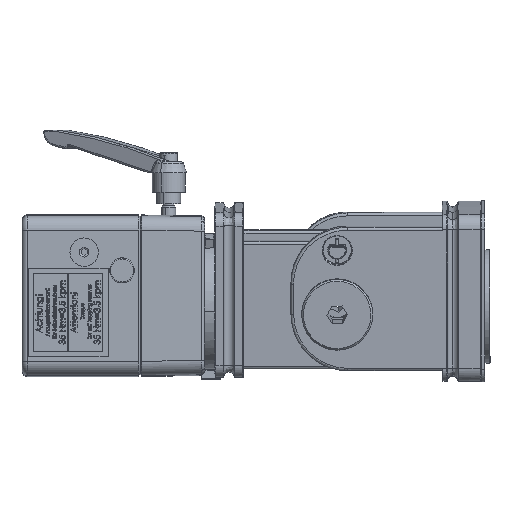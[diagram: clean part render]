
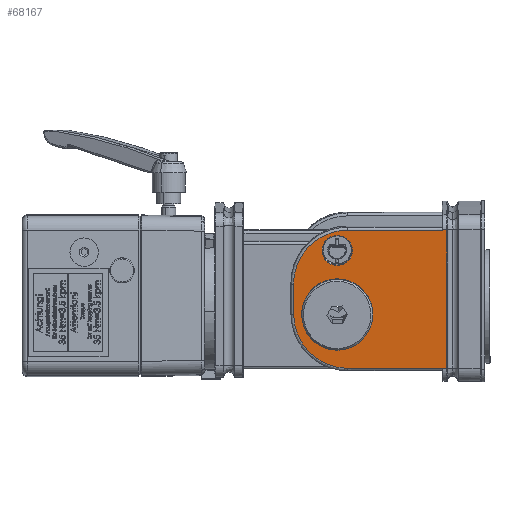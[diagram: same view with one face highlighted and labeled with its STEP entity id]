
A CAD part, left-side view. The second image highlights one B-rep face of the part: STEP entity #68167.
In plain terms, the highlighted face is planar.
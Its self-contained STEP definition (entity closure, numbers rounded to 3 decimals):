
#55973 = CARTESIAN_POINT ( 'NONE',  ( -9., 70., -50. ) ) ;
#56091 = CARTESIAN_POINT ( 'NONE',  ( 26., 70., -50. ) ) ;
#66671 = EDGE_CURVE ( 'NONE', #147578, #147591, #109086, .T. ) ;
#66837 = VERTEX_POINT ( 'NONE', #110065 ) ;
#66842 = EDGE_CURVE ( 'NONE', #66845, #66837, #110118, .T. ) ;
#66845 = VERTEX_POINT ( 'NONE', #110114 ) ;
#68133 = EDGE_CURVE ( 'NONE', #68228, #68134, #114397, .T. ) ;
#68134 = VERTEX_POINT ( 'NONE', #114383 ) ;
#68136 = ORIENTED_EDGE ( 'NONE', *, *, #68137, .T. ) ;
#68137 = EDGE_CURVE ( 'NONE', #68134, #68138, #114381, .T. ) ;
#68138 = VERTEX_POINT ( 'NONE', #114375 ) ;
#68139 = ORIENTED_EDGE ( 'NONE', *, *, #68140, .T. ) ;
#68140 = EDGE_CURVE ( 'NONE', #68138, #68141, #114372, .T. ) ;
#68141 = VERTEX_POINT ( 'NONE', #114368 ) ;
#68143 = ORIENTED_EDGE ( 'NONE', *, *, #68207, .T. ) ;
#68145 = ORIENTED_EDGE ( 'NONE', *, *, #66842, .T. ) ;
#68146 = ORIENTED_EDGE ( 'NONE', *, *, #68147, .T. ) ;
#68147 = EDGE_CURVE ( 'NONE', #66837, #66845, #114362, .T. ) ;
#68148 = EDGE_LOOP ( 'NONE', ( #68149, #68154, #68157, #68160, #68226, #68229, #68136, #68139, #68143, #68210, #68213 ) ) ;
#68149 = ORIENTED_EDGE ( 'NONE', *, *, #68150, .T. ) ;
#68150 = EDGE_CURVE ( 'NONE', #68151, #68152, #112825, .T. ) ;
#68151 = VERTEX_POINT ( 'NONE', #114464 ) ;
#68152 = VERTEX_POINT ( 'NONE', #114462 ) ;
#68154 = ORIENTED_EDGE ( 'NONE', *, *, #68155, .T. ) ;
#68155 = EDGE_CURVE ( 'NONE', #68152, #68156, #114456, .T. ) ;
#68156 = VERTEX_POINT ( 'NONE', #114448 ) ;
#68157 = ORIENTED_EDGE ( 'NONE', *, *, #68158, .T. ) ;
#68158 = EDGE_CURVE ( 'NONE', #68156, #68159, #114442, .T. ) ;
#68159 = VERTEX_POINT ( 'NONE', #114436 ) ;
#68160 = ORIENTED_EDGE ( 'NONE', *, *, #68225, .T. ) ;
#68161 = VERTEX_POINT ( 'NONE', #114435 ) ;
#68167 = ADVANCED_FACE ( 'NONE', ( #114430, #114429, #114416 ), #114415, .F. ) ;
#68168 = EDGE_LOOP ( 'NONE', ( #68169, #68171 ) ) ;
#68169 = ORIENTED_EDGE ( 'NONE', *, *, #68170, .T. ) ;
#68170 = EDGE_CURVE ( 'NONE', #147591, #147578, #114513, .T. ) ;
#68171 = ORIENTED_EDGE ( 'NONE', *, *, #66671, .T. ) ;
#68172 = EDGE_LOOP ( 'NONE', ( #68145, #68146 ) ) ;
#68207 = EDGE_CURVE ( 'NONE', #68141, #68208, #114579, .T. ) ;
#68208 = VERTEX_POINT ( 'NONE', #114580 ) ;
#68210 = ORIENTED_EDGE ( 'NONE', *, *, #68211, .T. ) ;
#68211 = EDGE_CURVE ( 'NONE', #68208, #68212, #114654, .T. ) ;
#68212 = VERTEX_POINT ( 'NONE', #114649 ) ;
#68213 = ORIENTED_EDGE ( 'NONE', *, *, #68214, .T. ) ;
#68214 = EDGE_CURVE ( 'NONE', #68212, #68151, #114644, .T. ) ;
#68225 = EDGE_CURVE ( 'NONE', #68159, #68161, #114692, .T. ) ;
#68226 = ORIENTED_EDGE ( 'NONE', *, *, #68227, .T. ) ;
#68227 = EDGE_CURVE ( 'NONE', #68161, #68228, #114682, .T. ) ;
#68228 = VERTEX_POINT ( 'NONE', #114681 ) ;
#68229 = ORIENTED_EDGE ( 'NONE', *, *, #68133, .T. ) ;
#109081 = DIRECTION ( 'NONE',  ( 1., 0., 0. ) ) ;
#109082 = DIRECTION ( 'NONE',  ( 0., 0., 1. ) ) ;
#109083 = CARTESIAN_POINT ( 'NONE',  ( 8.5, 70., -50. ) ) ;
#109085 = AXIS2_PLACEMENT_3D ( 'NONE', #109083, #109082, #109081 ) ;
#109086 = CIRCLE ( 'NONE', #109085, 17.5 ) ;
#110036 = CARTESIAN_POINT ( 'NONE',  ( -27.5, 70., -50. ) ) ;
#110065 = CARTESIAN_POINT ( 'NONE',  ( -35.999, 70., -50. ) ) ;
#110114 = CARTESIAN_POINT ( 'NONE',  ( -19.001, 70., -50. ) ) ;
#110115 = DIRECTION ( 'NONE',  ( 1., 0., 0. ) ) ;
#110116 = DIRECTION ( 'NONE',  ( 0., 0., 1. ) ) ;
#110117 = AXIS2_PLACEMENT_3D ( 'NONE', #110036, #110116, #110115 ) ;
#110118 = CIRCLE ( 'NONE', #110117, 8.499 ) ;
#112824 = CARTESIAN_POINT ( 'NONE',  ( 39.007, 11., -50. ) ) ;
#112825 = LINE ( 'NONE', #112824, #113586 ) ;
#113585 = DIRECTION ( 'NONE',  ( 0., -1., 0. ) ) ;
#113586 = VECTOR ( 'NONE', #113585, 1000. ) ;
#114358 = DIRECTION ( 'NONE',  ( 1., 0., 0. ) ) ;
#114359 = DIRECTION ( 'NONE',  ( 0., 0., 1. ) ) ;
#114360 = CARTESIAN_POINT ( 'NONE',  ( -27.5, 70., -50. ) ) ;
#114361 = AXIS2_PLACEMENT_3D ( 'NONE', #114360, #114359, #114358 ) ;
#114362 = CIRCLE ( 'NONE', #114361, 8.499 ) ;
#114368 = CARTESIAN_POINT ( 'NONE',  ( -39.007, 64.007, -50. ) ) ;
#114369 = DIRECTION ( 'NONE',  ( 0., 1., 0. ) ) ;
#114370 = VECTOR ( 'NONE', #114369, 1000. ) ;
#114371 = CARTESIAN_POINT ( 'NONE',  ( -39.007, 64.001, -50. ) ) ;
#114372 = LINE ( 'NONE', #114371, #114370 ) ;
#114375 = CARTESIAN_POINT ( 'NONE',  ( -39.007, 10.533, -50. ) ) ;
#114378 = DIRECTION ( 'NONE',  ( 1., 0., 0. ) ) ;
#114379 = VECTOR ( 'NONE', #114378, 1000. ) ;
#114380 = CARTESIAN_POINT ( 'NONE',  ( -39.007, 10.533, -50. ) ) ;
#114381 = LINE ( 'NONE', #114380, #114379 ) ;
#114383 = CARTESIAN_POINT ( 'NONE',  ( -39.133, 10.533, -50. ) ) ;
#114385 = DIRECTION ( 'NONE',  ( 0., 1., 0. ) ) ;
#114386 = VECTOR ( 'NONE', #114385, 1000. ) ;
#114388 = CARTESIAN_POINT ( 'NONE',  ( -39.133, 11., -50. ) ) ;
#114397 = LINE ( 'NONE', #114388, #114386 ) ;
#114413 = CARTESIAN_POINT ( 'NONE',  ( 47.064, 11., -50. ) ) ;
#114414 = AXIS2_PLACEMENT_3D ( 'NONE', #114413, #114512, #114511 ) ;
#114415 = PLANE ( 'NONE',  #114414 ) ;
#114416 = FACE_OUTER_BOUND ( 'NONE', #68148, .T. ) ;
#114429 = FACE_BOUND ( 'NONE', #68172, .T. ) ;
#114430 = FACE_BOUND ( 'NONE', #68168, .T. ) ;
#114435 = CARTESIAN_POINT ( 'NONE',  ( -39.131, 8.24, -50. ) ) ;
#114436 = CARTESIAN_POINT ( 'NONE',  ( 39.133, 8.24, -50. ) ) ;
#114437 = DIRECTION ( 'NONE',  ( 0., -1., 0. ) ) ;
#114439 = VECTOR ( 'NONE', #114437, 1000. ) ;
#114441 = CARTESIAN_POINT ( 'NONE',  ( 39.133, 11., -50. ) ) ;
#114442 = LINE ( 'NONE', #114441, #114439 ) ;
#114448 = CARTESIAN_POINT ( 'NONE',  ( 39.133, 10.533, -50. ) ) ;
#114451 = DIRECTION ( 'NONE',  ( 1., 0., 0. ) ) ;
#114452 = VECTOR ( 'NONE', #114451, 1000. ) ;
#114454 = CARTESIAN_POINT ( 'NONE',  ( 39.133, 10.533, -50. ) ) ;
#114456 = LINE ( 'NONE', #114454, #114452 ) ;
#114462 = CARTESIAN_POINT ( 'NONE',  ( 39.007, 10.533, -50. ) ) ;
#114464 = CARTESIAN_POINT ( 'NONE',  ( 39.007, 64.007, -50. ) ) ;
#114506 = DIRECTION ( 'NONE',  ( 1., 0., 0. ) ) ;
#114507 = DIRECTION ( 'NONE',  ( 0., 0., 1. ) ) ;
#114508 = CARTESIAN_POINT ( 'NONE',  ( 8.5, 70., -50. ) ) ;
#114509 = AXIS2_PLACEMENT_3D ( 'NONE', #114508, #114507, #114506 ) ;
#114511 = DIRECTION ( 'NONE',  ( 1., 0., 0. ) ) ;
#114512 = DIRECTION ( 'NONE',  ( 0., 0., 1. ) ) ;
#114513 = CIRCLE ( 'NONE', #114509, 17.5 ) ;
#114572 = CARTESIAN_POINT ( 'NONE',  ( -8.507, 94.507, -50. ) ) ;
#114574 = CARTESIAN_POINT ( 'NONE',  ( -26.373, 94.507, -50. ) ) ;
#114575 = CARTESIAN_POINT ( 'NONE',  ( -39.007, 81.873, -50. ) ) ;
#114577 = CARTESIAN_POINT ( 'NONE',  ( -39.007, 64.007, -50. ) ) ;
#114579 =( BOUNDED_CURVE ( )  B_SPLINE_CURVE ( 3, ( #114577, #114575, #114574, #114572 ),
 .UNSPECIFIED., .F., .T. ) 
 B_SPLINE_CURVE_WITH_KNOTS ( ( 4, 4 ),
 ( 2.356, 3.927 ),
 .UNSPECIFIED. ) 
 CURVE ( )  GEOMETRIC_REPRESENTATION_ITEM ( )  RATIONAL_B_SPLINE_CURVE ( ( 1., 0.805, 0.805, 1. ) ) 
 REPRESENTATION_ITEM ( '' )  );
#114580 = CARTESIAN_POINT ( 'NONE',  ( -8.507, 94.507, -50. ) ) ;
#114633 = CARTESIAN_POINT ( 'NONE',  ( 39.007, 64.007, -50. ) ) ;
#114634 = CARTESIAN_POINT ( 'NONE',  ( 39.007, 81.873, -50. ) ) ;
#114636 = CARTESIAN_POINT ( 'NONE',  ( 26.373, 94.507, -50. ) ) ;
#114638 = CARTESIAN_POINT ( 'NONE',  ( 8.507, 94.507, -50. ) ) ;
#114644 =( BOUNDED_CURVE ( )  B_SPLINE_CURVE ( 3, ( #114638, #114636, #114634, #114633 ),
 .UNSPECIFIED., .F., .T. ) 
 B_SPLINE_CURVE_WITH_KNOTS ( ( 4, 4 ),
 ( 2.356, 3.927 ),
 .UNSPECIFIED. ) 
 CURVE ( )  GEOMETRIC_REPRESENTATION_ITEM ( )  RATIONAL_B_SPLINE_CURVE ( ( 1., 0.805, 0.805, 1. ) ) 
 REPRESENTATION_ITEM ( '' )  );
#114649 = CARTESIAN_POINT ( 'NONE',  ( 8.507, 94.507, -50. ) ) ;
#114651 = DIRECTION ( 'NONE',  ( 1., 0., 0. ) ) ;
#114652 = VECTOR ( 'NONE', #114651, 1000. ) ;
#114653 = CARTESIAN_POINT ( 'NONE',  ( 8.5, 94.507, -50. ) ) ;
#114654 = LINE ( 'NONE', #114653, #114652 ) ;
#114669 = CARTESIAN_POINT ( 'NONE',  ( -39.133, 8.24, -50. ) ) ;
#114671 = CARTESIAN_POINT ( 'NONE',  ( -39.132, 8.24, -50. ) ) ;
#114673 = CARTESIAN_POINT ( 'NONE',  ( -39.132, 8.24, -50. ) ) ;
#114675 = CARTESIAN_POINT ( 'NONE',  ( -39.131, 8.24, -50. ) ) ;
#114681 = CARTESIAN_POINT ( 'NONE',  ( -39.133, 8.24, -50. ) ) ;
#114682 = B_SPLINE_CURVE_WITH_KNOTS ( 'NONE', 3,
 ( #114675, #114673, #114671, #114669 ),
 .UNSPECIFIED., .F., .F.,
 ( 4, 4 ),
 ( 0., 0. ),
 .UNSPECIFIED. ) ;
#114687 = DIRECTION ( 'NONE',  ( -1., 0., 0. ) ) ;
#114688 = VECTOR ( 'NONE', #114687, 1000. ) ;
#114690 = CARTESIAN_POINT ( 'NONE',  ( -39.133, 8.24, -50. ) ) ;
#114692 = LINE ( 'NONE', #114690, #114688 ) ;
#147578 = VERTEX_POINT ( 'NONE', #55973 ) ;
#147591 = VERTEX_POINT ( 'NONE', #56091 ) ;
